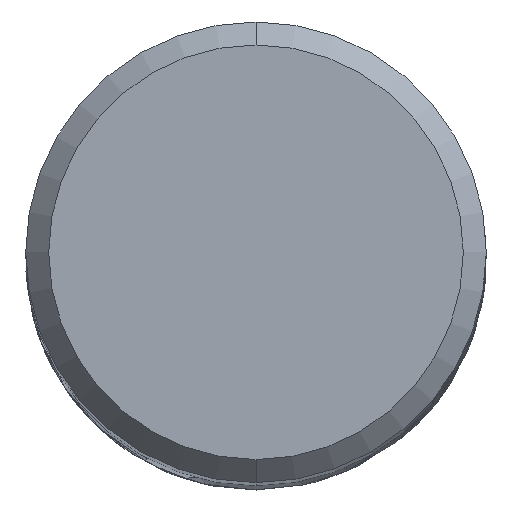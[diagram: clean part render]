
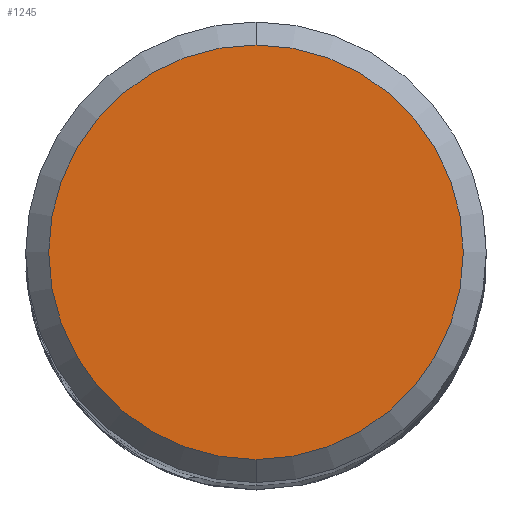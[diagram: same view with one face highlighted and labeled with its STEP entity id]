
A CAD part, top view. The second image highlights one B-rep face of the part: STEP entity #1245.
In plain terms, the highlighted planar face has unit normal (0, 0, 1).
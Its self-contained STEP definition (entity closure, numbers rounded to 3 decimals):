
#661=EDGE_CURVE('',#999,#1079,#1558,.T.);
#841=EDGE_CURVE('',#1079,#999,#1753,.T.);
#999=VERTEX_POINT('',#1924);
#1079=VERTEX_POINT('',#2013);
#1245=ADVANCED_FACE('',(#2197),#2198,.T.);
#1558=CIRCLE('',#4413,5.4);
#1753=CIRCLE('',#6288,5.4);
#1924=CARTESIAN_POINT('',(0.,-5.4,0.0));
#2013=CARTESIAN_POINT('',(0.0,5.4,0.0));
#2197=FACE_OUTER_BOUND('',#11891,.T.);
#2198=PLANE('',#11892);
#4413=AXIS2_PLACEMENT_3D('',#13144,#13145,#13146);
#6288=AXIS2_PLACEMENT_3D('',#13328,#13329,#13330);
#11891=EDGE_LOOP('',(#13793,#13794));
#11892=AXIS2_PLACEMENT_3D('',#13795,#13796,#13797);
#13144=CARTESIAN_POINT('',(0.0,0.0,0.0));
#13145=DIRECTION('',(0.0,0.0,-1.0));
#13146=DIRECTION('',(0.0,1.0,0.0));
#13328=CARTESIAN_POINT('',(0.0,0.0,0.0));
#13329=DIRECTION('',(0.0,0.0,-1.0));
#13330=DIRECTION('',(0.0,1.0,0.0));
#13793=ORIENTED_EDGE('',*,*,#841,.F.);
#13794=ORIENTED_EDGE('',*,*,#661,.F.);
#13795=CARTESIAN_POINT('',(0.0,2.7,0.0));
#13796=DIRECTION('',(-0.0,0.0,1.0));
#13797=DIRECTION('',(0.0,-1.0,0.0));
